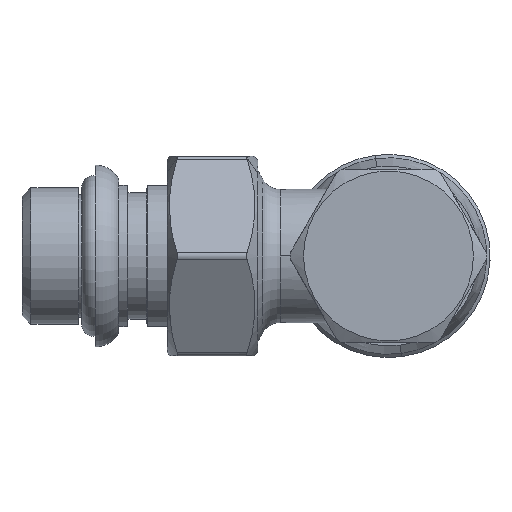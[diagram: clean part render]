
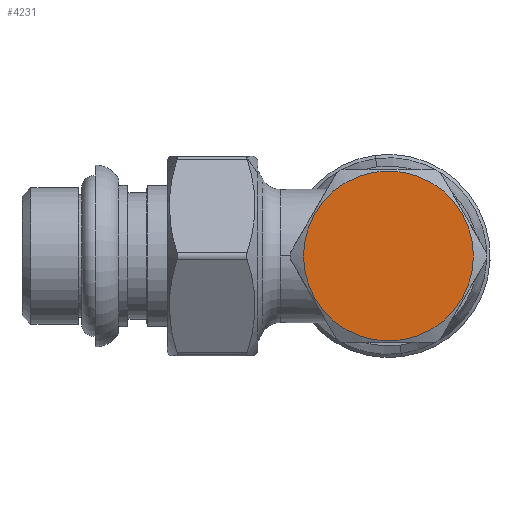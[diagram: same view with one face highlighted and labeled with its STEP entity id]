
A CAD part, front view. The second image highlights one B-rep face of the part: STEP entity #4231.
In plain terms, the highlighted planar face has unit normal (0, -1, 0).
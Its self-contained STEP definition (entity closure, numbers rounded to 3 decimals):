
#509 = DIRECTION ( 'NONE',  ( 0., 0., -1. ) ) ;
#713 = CIRCLE ( 'NONE', #4145, 12.75 ) ;
#1388 = EDGE_CURVE ( 'Defeature completata2_247+Defeature completata2_248+Defeature completata2_248+Defeature completata2_248', #5421, #3614, #713, .T. ) ;
#1450 = CARTESIAN_POINT ( 'NONE',  ( 0., -24.5, 0. ) ) ;
#1466 = EDGE_CURVE ( 'Defeature completata2_247+Defeature completata2_248+Defeature completata2_248+Defeature completata2_248', #3614, #5421, #5285, .T. ) ;
#2369 = DIRECTION ( 'NONE',  ( 0., 1., 0. ) ) ;
#3507 = CARTESIAN_POINT ( 'NONE',  ( 10.886, -24.5, 0. ) ) ;
#3614 = VERTEX_POINT ( 'NONE', #4101 ) ;
#4101 = CARTESIAN_POINT ( 'NONE',  ( 0., -24.5, -12.75 ) ) ;
#4145 = AXIS2_PLACEMENT_3D ( 'NONE', #13271, #2369, #11072 ) ;
#4231 = ADVANCED_FACE ( 'Defeature completata2_248', ( #7122 ), #4976, .F. ) ;
#4976 = PLANE ( 'NONE',  #11455 ) ;
#5285 = CIRCLE ( 'NONE', #7114, 12.75 ) ;
#5421 = VERTEX_POINT ( 'NONE', #9633 ) ;
#5432 = ORIENTED_EDGE ( 'NONE', *, *, #1388, .F. ) ;
#5784 = DIRECTION ( 'NONE',  ( 0., 1., 0. ) ) ;
#7114 = AXIS2_PLACEMENT_3D ( 'NONE', #1450, #7939, #509 ) ;
#7122 = FACE_OUTER_BOUND ( 'NONE', #12623, .T. ) ;
#7939 = DIRECTION ( 'NONE',  ( 0., 1., 0. ) ) ;
#9265 = DIRECTION ( 'NONE',  ( 0., 0., -1. ) ) ;
#9633 = CARTESIAN_POINT ( 'NONE',  ( 0., -24.5, 12.75 ) ) ;
#10858 = ORIENTED_EDGE ( 'NONE', *, *, #1466, .F. ) ;
#11072 = DIRECTION ( 'NONE',  ( 0., 0., -1. ) ) ;
#11455 = AXIS2_PLACEMENT_3D ( 'NONE', #3507, #5784, #9265 ) ;
#12623 = EDGE_LOOP ( 'NONE', ( #10858, #5432 ) ) ;
#13271 = CARTESIAN_POINT ( 'NONE',  ( 0., -24.5, 0. ) ) ;
